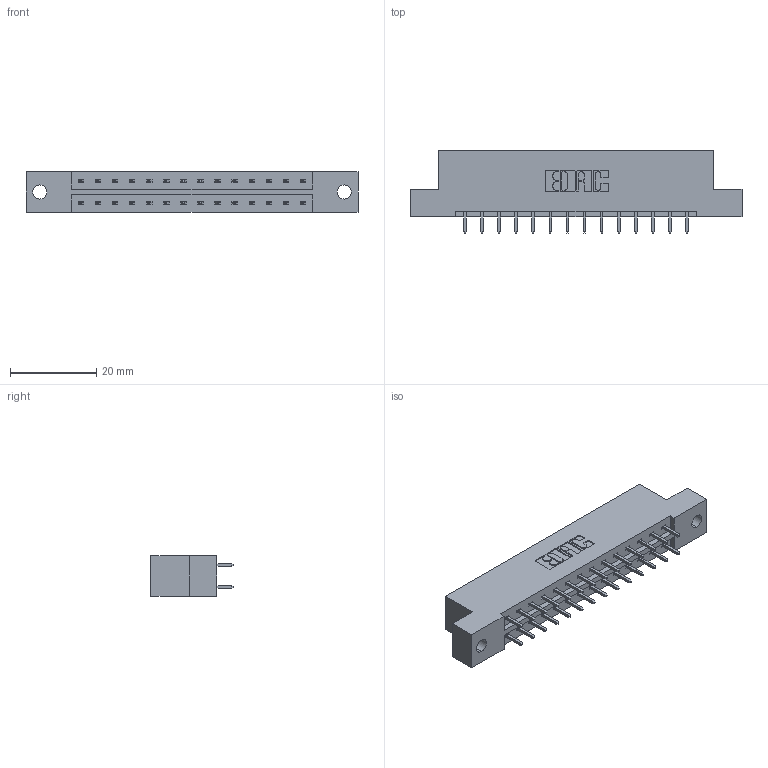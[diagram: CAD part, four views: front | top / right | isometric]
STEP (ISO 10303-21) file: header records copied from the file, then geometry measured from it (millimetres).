
FILE_DESCRIPTION (( 'STEP AP203' ), '1' );
FILE_NAME ('833-028-521-202.STEP', '2020-06-02T07:53:39', ( '' ), ( '' ), 'SwSTEP 2.0', 'SolidWorks 2020', '' );
FILE_SCHEMA (( 'CONFIG_CONTROL_DESIGN' ));
Length unit declared in the file: inch
Products named in the file (3): 345-292-001_345-293-121; 833 Part_Flush - .128 Dia; 833-028-521-202
Assembly tree (29 placements, depth 2):
  833-028-521-202
    833 Part_Flush - .128 Dia
    345-292-001_345-293-121  x28
Bounding box: 77.01 x 19.06 x 9.4 mm (x, y, z)
Volume: 7552.6 mm3; surface area: 8274.3 mm2
Topology: 29 solids, 29 shells, 1570 faces, 4651 edges, 3062 vertices
Faces by surface type: plane 1078, cylinder 492
Entity records: 12649 total; most frequent: CARTESIAN_POINT 2130, ORIENTED_EDGE 2066, DIRECTION 1869, EDGE_CURVE 1033, VECTOR 905, LINE 905, VERTEX_POINT 686, AXIS2_PLACEMENT_3D 482
